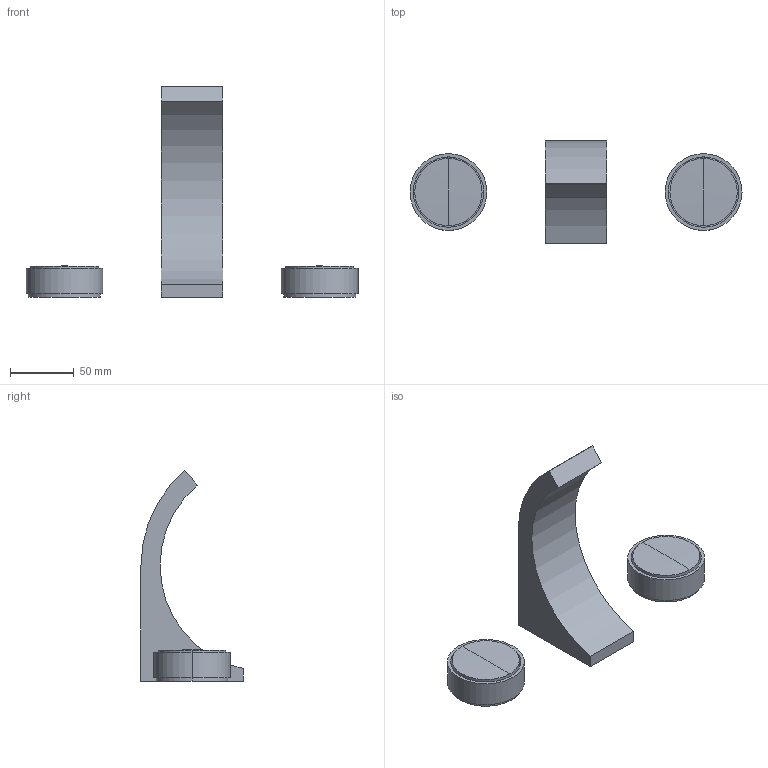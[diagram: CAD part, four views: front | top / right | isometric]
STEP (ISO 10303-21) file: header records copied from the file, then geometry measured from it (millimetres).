
FILE_DESCRIPTION (( 'STEP AP214' ), '1' );
FILE_NAME ('36707811.STEP', '2020-06-29T08:11:39', ( '' ), ( '' ), 'SwSTEP 2.0', 'SolidWorks 2017', '' );
FILE_SCHEMA (( 'AUTOMOTIVE_DESIGN' ));
Length unit declared in the file: millimetre
Products named in the file (6): Planungsmodell_Griff-+-04.18.40.290.00-1; Planungsmodell_Ring-+-09.28.10.185.90-1; Planungsmodell_Griff-+-09.20.81.010-1; Planungsmodell_Deckel-+-09.20.81.011-1; 36707811; Planungsmodell_Auslauf-+-09.11.81.102.90-1_K2_80x48
Assembly tree (6 placements, depth 3):
  36707811
    Planungsmodell_Auslauf-+-09.11.81.102.90-1_K2_80x48
    Planungsmodell_Griff-+-04.18.40.290.00-1  x2
      Planungsmodell_Griff-+-09.20.81.010-1
      Planungsmodell_Ring-+-09.28.10.185.90-1
      Planungsmodell_Deckel-+-09.20.81.011-1
Bounding box: 260.2 x 80 x 165.14 mm (x, y, z)
Volume: 329496.9 mm3; surface area: 75568.8 mm2
Topology: 7 solids, 7 shells, 48 faces, 92 edges, 62 vertices
Faces by surface type: plane 22, cylinder 22, sphere 4
Entity records: 1000 total; most frequent: DIRECTION 164, CARTESIAN_POINT 136, ORIENTED_EDGE 116, AXIS2_PLACEMENT_3D 67, EDGE_CURVE 58, VERTEX_POINT 39, EDGE_LOOP 31, VECTOR 30
